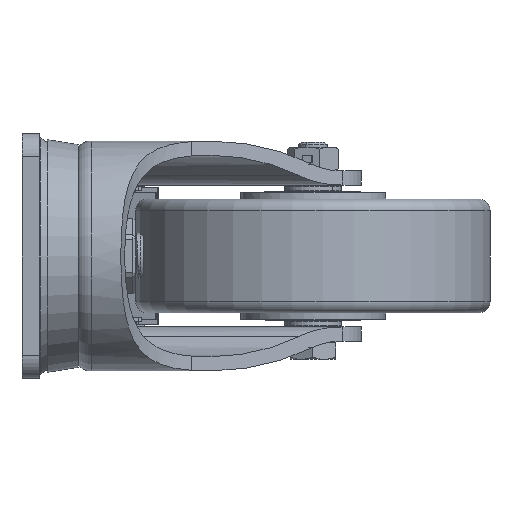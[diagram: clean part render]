
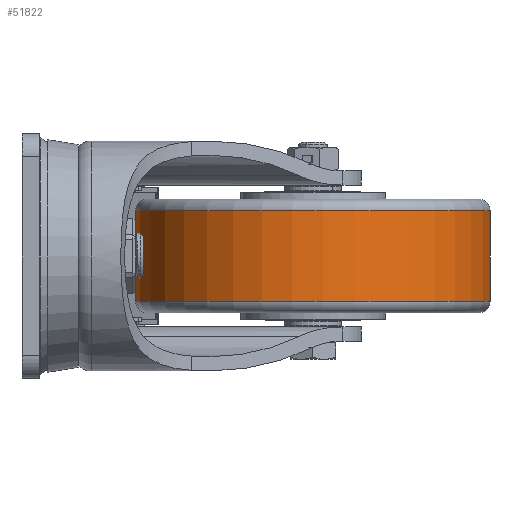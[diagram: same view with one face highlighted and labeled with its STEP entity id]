
A CAD part, left-side view. The second image highlights one B-rep face of the part: STEP entity #51822.
In plain terms, the highlighted cylindrical face has radius 62.5 mm (diameter 125 mm), a partial arc.
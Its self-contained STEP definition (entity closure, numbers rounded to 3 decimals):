
#494 = CARTESIAN_POINT ( 'NONE',  ( 45., -102.5, 16. ) ) ;
#752 = CARTESIAN_POINT ( 'NONE',  ( 48.631, -164.894, 16. ) ) ;
#1969 = VECTOR ( 'NONE', #29663, 1000. ) ;
#2266 = VERTEX_POINT ( 'NONE', #23898 ) ;
#3072 = CARTESIAN_POINT ( 'NONE',  ( 45., -102.5, -16. ) ) ;
#3527 = CARTESIAN_POINT ( 'NONE',  ( 45., -102.5, 0. ) ) ;
#4451 = VERTEX_POINT ( 'NONE', #23180 ) ;
#7356 = DIRECTION ( 'NONE',  ( 0., 0., -1. ) ) ;
#7466 = VERTEX_POINT ( 'NONE', #752 ) ;
#7964 = DIRECTION ( 'NONE',  ( 0., 0., 1. ) ) ;
#9423 = CARTESIAN_POINT ( 'NONE',  ( 48.631, -164.894, 0. ) ) ;
#9917 = EDGE_CURVE ( 'NONE', #7466, #2266, #49331, .T. ) ;
#11690 = ORIENTED_EDGE ( 'NONE', *, *, #40675, .F. ) ;
#12610 = EDGE_LOOP ( 'NONE', ( #34440, #21034, #25711, #11690 ) ) ;
#13253 = CARTESIAN_POINT ( 'NONE',  ( 41.369, -40.106, 0. ) ) ;
#13875 = AXIS2_PLACEMENT_3D ( 'NONE', #3527, #7356, #23993 ) ;
#20185 = FACE_OUTER_BOUND ( 'NONE', #12610, .T. ) ;
#20955 = VECTOR ( 'NONE', #50413, 1000. ) ;
#21034 = ORIENTED_EDGE ( 'NONE', *, *, #41362, .T. ) ;
#23180 = CARTESIAN_POINT ( 'NONE',  ( 41.369, -40.106, -16. ) ) ;
#23898 = CARTESIAN_POINT ( 'NONE',  ( 41.369, -40.106, 16. ) ) ;
#23993 = DIRECTION ( 'NONE',  ( 0.058, -0.998, 0. ) ) ;
#25711 = ORIENTED_EDGE ( 'NONE', *, *, #37902, .T. ) ;
#29190 = CARTESIAN_POINT ( 'NONE',  ( 48.631, -164.894, -16. ) ) ;
#29427 = AXIS2_PLACEMENT_3D ( 'NONE', #3072, #7964, #53848 ) ;
#29663 = DIRECTION ( 'NONE',  ( 0., 0., -1. ) ) ;
#30505 = LINE ( 'NONE', #13253, #1969 ) ;
#34440 = ORIENTED_EDGE ( 'NONE', *, *, #9917, .T. ) ;
#35411 = AXIS2_PLACEMENT_3D ( 'NONE', #494, #44607, #53279 ) ;
#37902 = EDGE_CURVE ( 'NONE', #4451, #53619, #49547, .T. ) ;
#40675 = EDGE_CURVE ( 'NONE', #7466, #53619, #46607, .T. ) ;
#41362 = EDGE_CURVE ( 'NONE', #2266, #4451, #30505, .T. ) ;
#44607 = DIRECTION ( 'NONE',  ( 0., 0., -1. ) ) ;
#46607 = LINE ( 'NONE', #9423, #20955 ) ;
#48905 = CYLINDRICAL_SURFACE ( 'NONE', #13875, 62.5 ) ;
#49331 = CIRCLE ( 'NONE', #35411, 62.5 ) ;
#49547 = CIRCLE ( 'NONE', #29427, 62.5 ) ;
#50413 = DIRECTION ( 'NONE',  ( 0., 0., -1. ) ) ;
#51822 = ADVANCED_FACE ( 'NONE', ( #20185 ), #48905, .T. ) ;
#53279 = DIRECTION ( 'NONE',  ( -0.058, 0.998, 0. ) ) ;
#53619 = VERTEX_POINT ( 'NONE', #29190 ) ;
#53848 = DIRECTION ( 'NONE',  ( 0.058, -0.998, 0. ) ) ;
